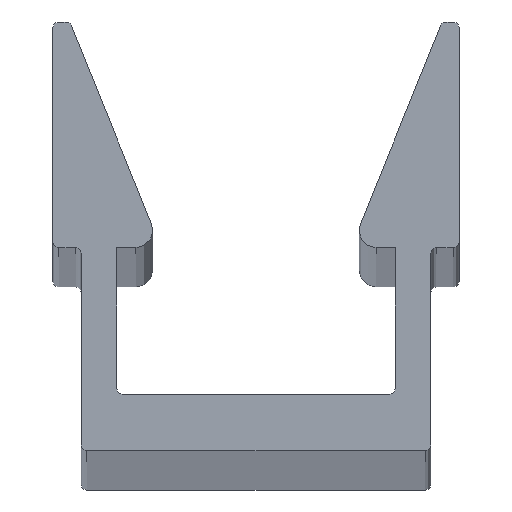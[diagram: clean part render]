
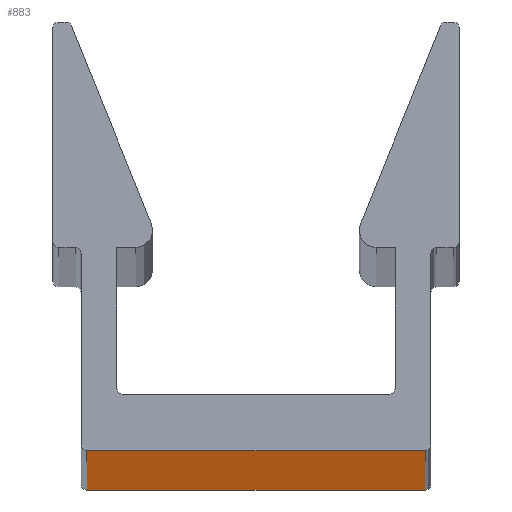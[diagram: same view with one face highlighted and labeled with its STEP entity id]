
A CAD part, top view. The second image highlights one B-rep face of the part: STEP entity #883.
In plain terms, the highlighted planar face has unit normal (0, -1, 0).
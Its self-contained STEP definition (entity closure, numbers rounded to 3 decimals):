
#124 = VECTOR ( 'NONE', #769, 1000. ) ;
#125 = VECTOR ( 'NONE', #766, 1000. ) ;
#128 = VECTOR ( 'NONE', #751, 1000. ) ;
#204 = VECTOR ( 'NONE', #999, 1000. ) ;
#414 = PLANE ( 'NONE',  #521 ) ;
#415 = CARTESIAN_POINT ( 'NONE',  ( -3.81, 0., 254. ) ) ;
#416 = DIRECTION ( 'NONE',  ( 0., 1., 0. ) ) ;
#417 = DIRECTION ( 'NONE',  ( 0., 0., 1. ) ) ;
#521 = AXIS2_PLACEMENT_3D ( 'NONE', #415, #416, #417 ) ;
#526 = FACE_OUTER_BOUND ( 'NONE', #1133, .T. ) ;
#608 = VERTEX_POINT ( 'NONE', #1004 ) ;
#610 = VERTEX_POINT ( 'NONE', #1002 ) ;
#611 = VERTEX_POINT ( 'NONE', #997 ) ;
#613 = VERTEX_POINT ( 'NONE', #1018 ) ;
#749 = LINE ( 'NONE', #750, #128 ) ;
#750 = CARTESIAN_POINT ( 'NONE',  ( -3.81, 0., 254. ) ) ;
#751 = DIRECTION ( 'NONE',  ( 0., 0., -1. ) ) ;
#761 = LINE ( 'NONE', #762, #125 ) ;
#762 = CARTESIAN_POINT ( 'NONE',  ( 3.81, 0., 254. ) ) ;
#766 = DIRECTION ( 'NONE',  ( 0., 0., -1. ) ) ;
#767 = LINE ( 'NONE', #768, #124 ) ;
#768 = CARTESIAN_POINT ( 'NONE',  ( -3.81, 0., -254. ) ) ;
#769 = DIRECTION ( 'NONE',  ( 1., 0., 0. ) ) ;
#792 = EDGE_CURVE ( 'NONE', #613, #608, #1020, .T. ) ;
#805 = EDGE_CURVE ( 'NONE', #613, #611, #749, .T. ) ;
#809 = EDGE_CURVE ( 'NONE', #608, #610, #761, .T. ) ;
#810 = EDGE_CURVE ( 'NONE', #611, #610, #767, .T. ) ;
#883 = ADVANCED_FACE ( 'NONE', ( #526 ), #414, .F. ) ;
#994 = CARTESIAN_POINT ( 'NONE',  ( -3.81, 0., 254. ) ) ;
#997 = CARTESIAN_POINT ( 'NONE',  ( -3.81, 0., -254. ) ) ;
#999 = DIRECTION ( 'NONE',  ( 1., 0., 0. ) ) ;
#1002 = CARTESIAN_POINT ( 'NONE',  ( 3.81, 0., -254. ) ) ;
#1004 = CARTESIAN_POINT ( 'NONE',  ( 3.81, 0., 254. ) ) ;
#1018 = CARTESIAN_POINT ( 'NONE',  ( -3.81, 0., 254. ) ) ;
#1020 = LINE ( 'NONE', #994, #204 ) ;
#1112 = ORIENTED_EDGE ( 'NONE', *, *, #792, .F. ) ;
#1113 = ORIENTED_EDGE ( 'NONE', *, *, #810, .T. ) ;
#1118 = ORIENTED_EDGE ( 'NONE', *, *, #809, .F. ) ;
#1119 = ORIENTED_EDGE ( 'NONE', *, *, #805, .T. ) ;
#1133 = EDGE_LOOP ( 'NONE', ( #1113, #1118, #1112, #1119 ) ) ;
